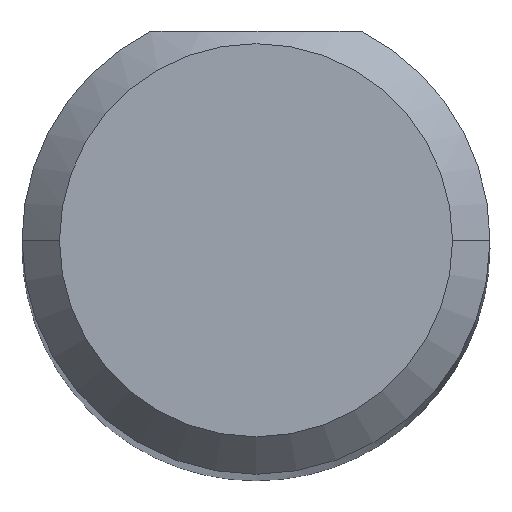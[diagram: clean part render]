
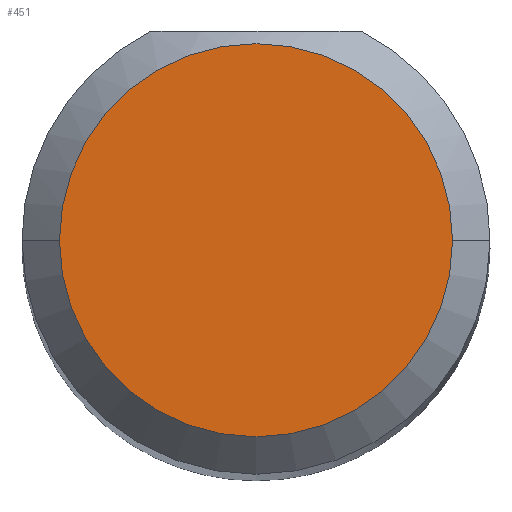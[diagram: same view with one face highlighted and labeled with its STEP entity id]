
A CAD part, top view. The second image highlights one B-rep face of the part: STEP entity #451.
In plain terms, the highlighted planar face has unit normal (0, 0, 1).
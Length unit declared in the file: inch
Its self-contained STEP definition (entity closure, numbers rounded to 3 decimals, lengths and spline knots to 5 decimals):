
#8 = VERTEX_POINT ( 'NONE', #506 ) ;
#91 = AXIS2_PLACEMENT_3D ( 'NONE', #191, #294, #462 ) ;
#121 = VERTEX_POINT ( 'NONE', #348 ) ;
#124 = ORIENTED_EDGE ( 'NONE', *, *, #430, .T. ) ;
#134 = CARTESIAN_POINT ( 'NONE',  ( 0., 0., 2. ) ) ;
#191 = CARTESIAN_POINT ( 'NONE',  ( 0., 0., 2. ) ) ;
#213 = CARTESIAN_POINT ( 'NONE',  ( 0., 0., 2. ) ) ;
#234 = EDGE_CURVE ( 'NONE', #8, #121, #524, .T. ) ;
#251 = DIRECTION ( 'NONE',  ( 0., 0., 1. ) ) ;
#262 = FACE_OUTER_BOUND ( 'NONE', #330, .T. ) ;
#273 = PLANE ( 'NONE',  #441 ) ;
#294 = DIRECTION ( 'NONE',  ( 0., 0., 1. ) ) ;
#301 = ORIENTED_EDGE ( 'NONE', *, *, #234, .T. ) ;
#311 = CIRCLE ( 'NONE', #91, 0.07875 ) ;
#317 = AXIS2_PLACEMENT_3D ( 'NONE', #213, #251, #396 ) ;
#330 = EDGE_LOOP ( 'NONE', ( #301, #124 ) ) ;
#348 = CARTESIAN_POINT ( 'NONE',  ( 0.07875, 0., 2. ) ) ;
#364 = DIRECTION ( 'NONE',  ( 1., 0., 0. ) ) ;
#396 = DIRECTION ( 'NONE',  ( 1., 0., 0. ) ) ;
#430 = EDGE_CURVE ( 'NONE', #121, #8, #311, .T. ) ;
#441 = AXIS2_PLACEMENT_3D ( 'NONE', #134, #478, #364 ) ;
#451 = ADVANCED_FACE ( 'NONE', ( #262 ), #273, .T. ) ;
#462 = DIRECTION ( 'NONE',  ( 1., 0., 0. ) ) ;
#478 = DIRECTION ( 'NONE',  ( 0., 0., 1. ) ) ;
#506 = CARTESIAN_POINT ( 'NONE',  ( -0.07875, 0., 2. ) ) ;
#524 = CIRCLE ( 'NONE', #317, 0.07875 ) ;
